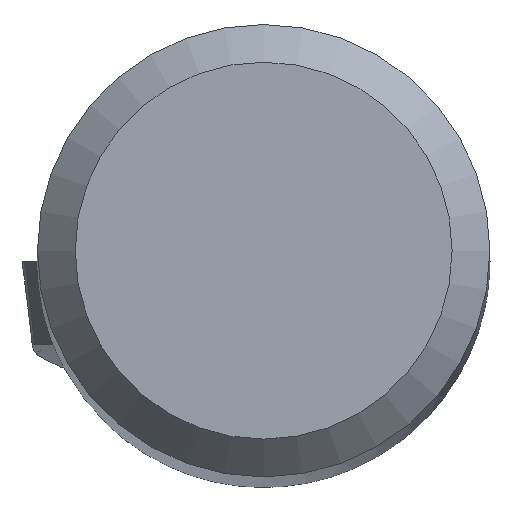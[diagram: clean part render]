
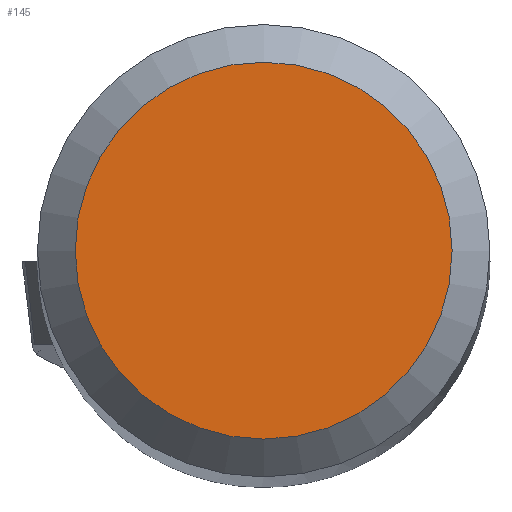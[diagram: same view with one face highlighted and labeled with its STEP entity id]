
A CAD part, top view. The second image highlights one B-rep face of the part: STEP entity #145.
In plain terms, the highlighted planar face has unit normal (0, 0, 1).
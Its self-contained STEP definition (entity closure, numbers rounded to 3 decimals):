
#105=CIRCLE('',#566,2.495);
#145=ADVANCED_FACE('',(#183),#167,.F.);
#167=PLANE('',#567);
#183=FACE_OUTER_BOUND('',#203,.T.);
#203=EDGE_LOOP('',(#248));
#248=ORIENTED_EDGE('',*,*,#386,.T.);
#346=VERTEX_POINT('',#825);
#386=EDGE_CURVE('',#346,#346,#105,.T.);
#566=AXIS2_PLACEMENT_3D('',#824,#639,#640);
#567=AXIS2_PLACEMENT_3D('',#826,#641,#642);
#639=DIRECTION('',(0.,0.,1.));
#640=DIRECTION('',(-1.,0.,0.));
#641=DIRECTION('',(0.,0.,-1.));
#642=DIRECTION('',(-1.,0.,0.));
#824=CARTESIAN_POINT('',(0.,0.,0.));
#825=CARTESIAN_POINT('',(-2.495,0.,0.));
#826=CARTESIAN_POINT('',(-2.,0.,0.));
